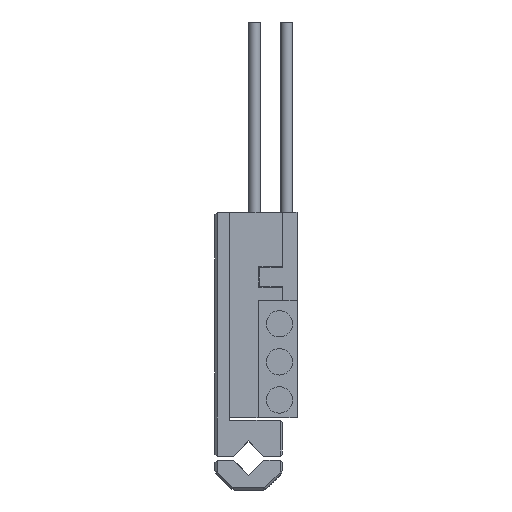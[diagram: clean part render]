
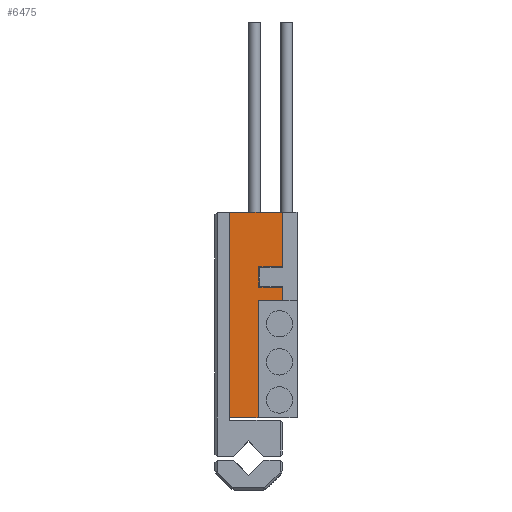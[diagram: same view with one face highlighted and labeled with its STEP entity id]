
A CAD part, left-side view. The second image highlights one B-rep face of the part: STEP entity #6475.
In plain terms, the highlighted planar face has unit normal (-1, 0, 0).
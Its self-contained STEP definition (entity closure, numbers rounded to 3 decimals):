
#364=PLANE('',#6888);
#630=FACE_OUTER_BOUND('',#1008,.T.);
#1008=EDGE_LOOP('',(#4542,#4543,#4544,#4545,#4546,#4547,#4548,#4549));
#1428=LINE('',#9020,#2124);
#1443=LINE('',#9052,#2139);
#1444=LINE('',#9054,#2140);
#1445=LINE('',#9056,#2141);
#1446=LINE('',#9058,#2142);
#1447=LINE('',#9060,#2143);
#1448=LINE('',#9062,#2144);
#1449=LINE('',#9063,#2145);
#2124=VECTOR('',#7381,1000.);
#2139=VECTOR('',#7402,1000.);
#2140=VECTOR('',#7403,1000.);
#2141=VECTOR('',#7404,1000.);
#2142=VECTOR('',#7405,1000.);
#2143=VECTOR('',#7406,1000.);
#2144=VECTOR('',#7407,1000.);
#2145=VECTOR('',#7408,1000.);
#2948=VERTEX_POINT('',#9016);
#2950=VERTEX_POINT('',#9019);
#2964=VERTEX_POINT('',#9051);
#2965=VERTEX_POINT('',#9053);
#2966=VERTEX_POINT('',#9055);
#2967=VERTEX_POINT('',#9057);
#2968=VERTEX_POINT('',#9059);
#2969=VERTEX_POINT('',#9061);
#3558=EDGE_CURVE('',#2948,#2950,#1428,.T.);
#3573=EDGE_CURVE('',#2964,#2948,#1443,.T.);
#3574=EDGE_CURVE('',#2965,#2964,#1444,.T.);
#3575=EDGE_CURVE('',#2965,#2966,#1445,.T.);
#3576=EDGE_CURVE('',#2967,#2966,#1446,.T.);
#3577=EDGE_CURVE('',#2967,#2968,#1447,.T.);
#3578=EDGE_CURVE('',#2968,#2969,#1448,.T.);
#3579=EDGE_CURVE('',#2950,#2969,#1449,.T.);
#4542=ORIENTED_EDGE('',*,*,#3558,.F.);
#4543=ORIENTED_EDGE('',*,*,#3573,.F.);
#4544=ORIENTED_EDGE('',*,*,#3574,.F.);
#4545=ORIENTED_EDGE('',*,*,#3575,.T.);
#4546=ORIENTED_EDGE('',*,*,#3576,.F.);
#4547=ORIENTED_EDGE('',*,*,#3577,.T.);
#4548=ORIENTED_EDGE('',*,*,#3578,.T.);
#4549=ORIENTED_EDGE('',*,*,#3579,.F.);
#6475=ADVANCED_FACE('',(#630),#364,.F.);
#6888=AXIS2_PLACEMENT_3D('',#9050,#7400,#7401);
#7381=DIRECTION('',(0.,0.,1.));
#7400=DIRECTION('center_axis',(1.,0.,0.));
#7401=DIRECTION('ref_axis',(0.,0.,-1.));
#7402=DIRECTION('',(0.,1.,0.));
#7403=DIRECTION('',(0.,0.,1.));
#7404=DIRECTION('',(0.,1.,0.));
#7405=DIRECTION('',(0.,0.,1.));
#7406=DIRECTION('',(0.,-1.,0.));
#7407=DIRECTION('',(0.,0.,1.));
#7408=DIRECTION('',(0.,-1.,0.));
#9016=CARTESIAN_POINT('',(-37.5,18.,-9.5));
#9019=CARTESIAN_POINT('',(-37.5,18.,35.));
#9020=CARTESIAN_POINT('',(-37.5,18.,35.));
#9050=CARTESIAN_POINT('Origin',(-37.5,18.,35.));
#9051=CARTESIAN_POINT('',(-37.5,10.,-9.5));
#9052=CARTESIAN_POINT('',(-37.5,10.,-9.5));
#9053=CARTESIAN_POINT('',(-37.5,10.,-16.5));
#9054=CARTESIAN_POINT('',(-37.5,10.,-9.5));
#9055=CARTESIAN_POINT('',(-37.5,18.,-16.5));
#9056=CARTESIAN_POINT('',(-37.5,10.,-16.5));
#9057=CARTESIAN_POINT('',(-37.5,18.,-35.));
#9058=CARTESIAN_POINT('',(-37.5,18.,35.));
#9059=CARTESIAN_POINT('',(-37.5,0.,-35.));
#9060=CARTESIAN_POINT('',(-37.5,18.,-35.));
#9061=CARTESIAN_POINT('',(-37.5,0.,35.));
#9062=CARTESIAN_POINT('',(-37.5,0.,35.));
#9063=CARTESIAN_POINT('',(-37.5,18.,35.));
